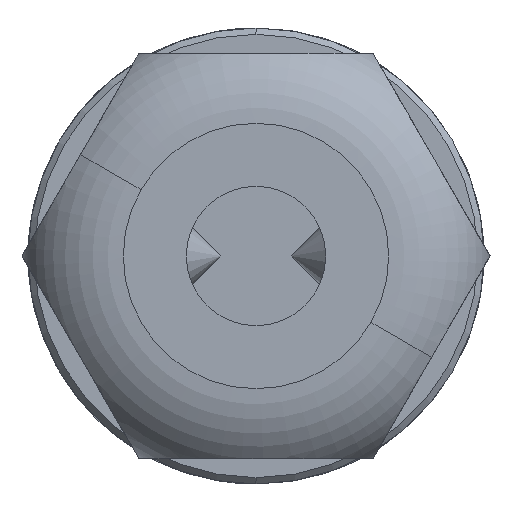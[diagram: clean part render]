
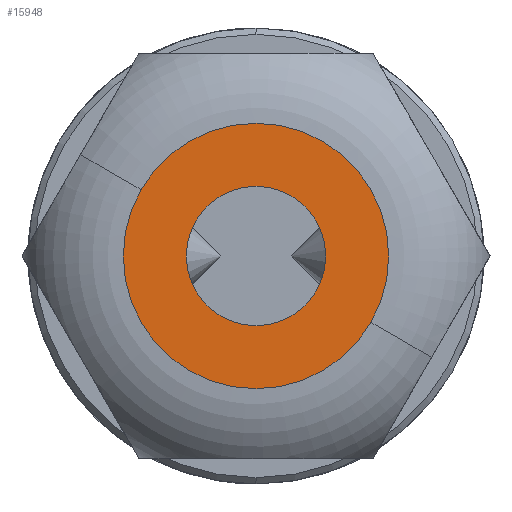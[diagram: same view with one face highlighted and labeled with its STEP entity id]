
A CAD part, left-side view. The second image highlights one B-rep face of the part: STEP entity #15948.
In plain terms, the highlighted face is planar.
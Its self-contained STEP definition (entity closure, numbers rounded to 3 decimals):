
#22 = CIRCLE ( 'NONE', #4586, 5.238 ) ;
#69 = DIRECTION ( 'NONE',  ( 0., 0., 1. ) ) ;
#459 = ORIENTED_EDGE ( 'NONE', *, *, #18625, .F. ) ;
#600 = CIRCLE ( 'NONE', #15110, 5.238 ) ;
#767 = VERTEX_POINT ( 'NONE', #1782 ) ;
#1063 = CARTESIAN_POINT ( 'NONE',  ( 0., 0., 45. ) ) ;
#1782 = CARTESIAN_POINT ( 'NONE',  ( 5.238, 0., 45. ) ) ;
#1977 = CIRCLE ( 'NONE', #17619, 2.75 ) ;
#1993 = FACE_BOUND ( 'NONE', #19265, .T. ) ;
#2155 = VERTEX_POINT ( 'NONE', #6342 ) ;
#2503 = PLANE ( 'NONE',  #8902 ) ;
#3261 = CARTESIAN_POINT ( 'NONE',  ( 2.75, 0., 45. ) ) ;
#4586 = AXIS2_PLACEMENT_3D ( 'NONE', #12782, #10855, #15692 ) ;
#4935 = EDGE_LOOP ( 'NONE', ( #459, #18792 ) ) ;
#4957 = DIRECTION ( 'NONE',  ( 0., 0., -1. ) ) ;
#5796 = CIRCLE ( 'NONE', #6842, 2.75 ) ;
#6342 = CARTESIAN_POINT ( 'NONE',  ( -2.75, 0., 45. ) ) ;
#6842 = AXIS2_PLACEMENT_3D ( 'NONE', #1063, #16281, #7139 ) ;
#7139 = DIRECTION ( 'NONE',  ( 1., 0., 0. ) ) ;
#8594 = DIRECTION ( 'NONE',  ( 0., 0., 1. ) ) ;
#8757 = CARTESIAN_POINT ( 'NONE',  ( -5.238, 0., 45. ) ) ;
#8902 = AXIS2_PLACEMENT_3D ( 'NONE', #15874, #8594, #17640 ) ;
#9163 = CARTESIAN_POINT ( 'NONE',  ( 0., 0., 45. ) ) ;
#10679 = DIRECTION ( 'NONE',  ( 1., 0., 0. ) ) ;
#10855 = DIRECTION ( 'NONE',  ( 0., 0., -1. ) ) ;
#11789 = ORIENTED_EDGE ( 'NONE', *, *, #16550, .F. ) ;
#12510 = CARTESIAN_POINT ( 'NONE',  ( 0., 0., 45. ) ) ;
#12782 = CARTESIAN_POINT ( 'NONE',  ( 0., 0., 45. ) ) ;
#13332 = ORIENTED_EDGE ( 'NONE', *, *, #15028, .F. ) ;
#14263 = EDGE_CURVE ( 'NONE', #767, #15823, #600, .T. ) ;
#15028 = EDGE_CURVE ( 'NONE', #15493, #2155, #5796, .T. ) ;
#15110 = AXIS2_PLACEMENT_3D ( 'NONE', #12510, #4957, #17116 ) ;
#15493 = VERTEX_POINT ( 'NONE', #3261 ) ;
#15692 = DIRECTION ( 'NONE',  ( -1., 0., 0. ) ) ;
#15823 = VERTEX_POINT ( 'NONE', #8757 ) ;
#15874 = CARTESIAN_POINT ( 'NONE',  ( 0., 0., 45. ) ) ;
#15948 = ADVANCED_FACE ( 'NONE', ( #1993, #17135 ), #2503, .T. ) ;
#16281 = DIRECTION ( 'NONE',  ( 0., 0., 1. ) ) ;
#16550 = EDGE_CURVE ( 'NONE', #2155, #15493, #1977, .T. ) ;
#17116 = DIRECTION ( 'NONE',  ( -1., 0., 0. ) ) ;
#17135 = FACE_OUTER_BOUND ( 'NONE', #4935, .T. ) ;
#17619 = AXIS2_PLACEMENT_3D ( 'NONE', #9163, #69, #10679 ) ;
#17640 = DIRECTION ( 'NONE',  ( 1., 0., 0. ) ) ;
#18625 = EDGE_CURVE ( 'NONE', #15823, #767, #22, .T. ) ;
#18792 = ORIENTED_EDGE ( 'NONE', *, *, #14263, .F. ) ;
#19265 = EDGE_LOOP ( 'NONE', ( #13332, #11789 ) ) ;
